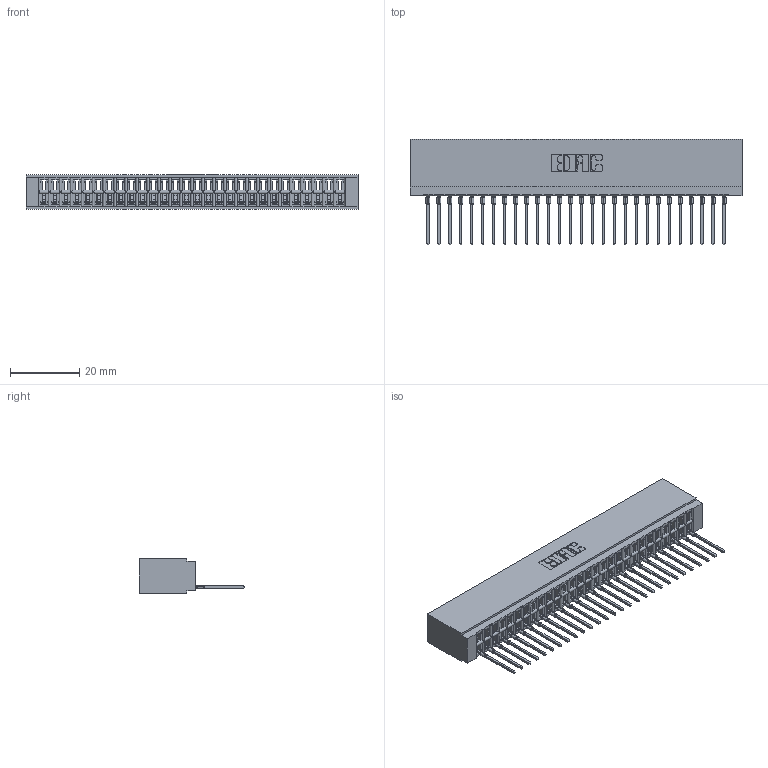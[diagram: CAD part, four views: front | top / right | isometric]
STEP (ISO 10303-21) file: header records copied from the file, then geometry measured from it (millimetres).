
FILE_DESCRIPTION (( 'STEP AP203' ), '1' );
FILE_NAME ('746-028-540-501.STEP', '2026-02-28T00:04:11', ( '' ), ( '' ), 'SwSTEP 2.0', 'SolidWorks 2023', '' );
FILE_SCHEMA (( 'CONFIG_CONTROL_DESIGN' ));
Length unit declared in the file: millimetre
Products named in the file (3): 746-028-540-501; 746 Part_.340 Slot Depth - 01; 746-292-001_540
Assembly tree (29 placements, depth 2):
  746-028-540-501
    746 Part_.340 Slot Depth - 01
    746-292-001_540  x28
Bounding box: 96.14 x 30.59 x 9.91 mm (x, y, z)
Volume: 10946.8 mm3; surface area: 14888.3 mm2
Topology: 29 solids, 29 shells, 3121 faces, 8859 edges, 5691 vertices
Faces by surface type: plane 1819, cylinder 574, bspline 560, torus 168
Entity records: 44285 total; most frequent: CARTESIAN_POINT 9077, ORIENTED_EDGE 7728, DIRECTION 6420, EDGE_CURVE 3864, VECTOR 3400, LINE 3400, VERTEX_POINT 2559, AXIS2_PLACEMENT_3D 1510
